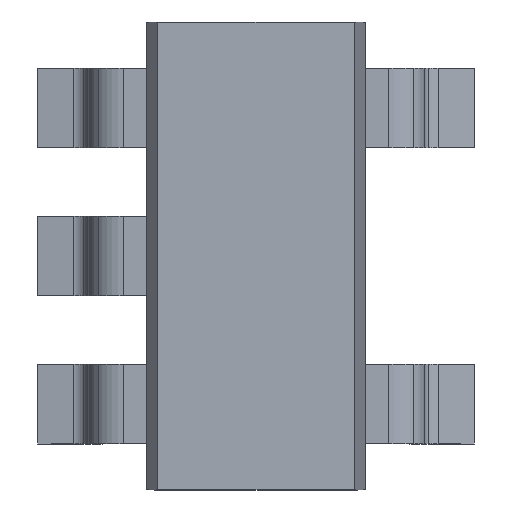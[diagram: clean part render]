
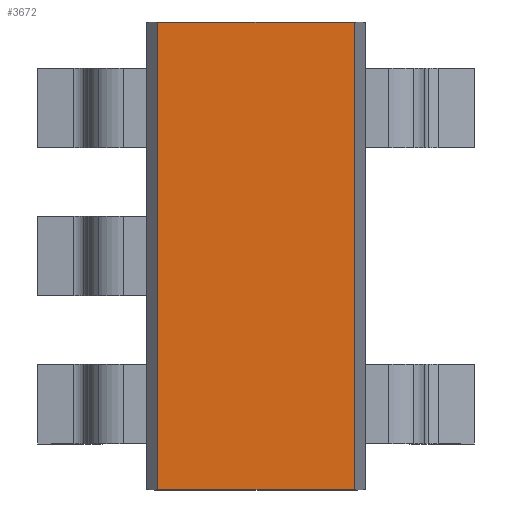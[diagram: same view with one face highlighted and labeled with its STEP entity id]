
A CAD part, top view. The second image highlights one B-rep face of the part: STEP entity #3672.
In plain terms, the highlighted planar face has unit normal (0, 0, 1).
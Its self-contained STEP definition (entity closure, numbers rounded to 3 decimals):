
#3400=CARTESIAN_POINT('',(-0.632,-1.5,1.));
#3401=VERTEX_POINT('',#3400);
#3408=CARTESIAN_POINT('',(-0.632,1.5,1.));
#3409=VERTEX_POINT('',#3408);
#3410=CARTESIAN_POINT('',(-0.632,1.5,1.));
#3411=DIRECTION('',(0.0,-1.0,0.0));
#3412=VECTOR('',#3411,3.0);
#3413=LINE('',#3410,#3412);
#3414=EDGE_CURVE('',#3409,#3401,#3413,.T.);
#3455=CARTESIAN_POINT('',(0.632,1.5,1.));
#3456=VERTEX_POINT('',#3455);
#3457=CARTESIAN_POINT('',(0.632,1.5,1.));
#3458=DIRECTION('',(-1.0,0.0,0.0));
#3459=VECTOR('',#3458,1.263);
#3460=LINE('',#3457,#3459);
#3461=EDGE_CURVE('',#3456,#3409,#3460,.T.);
#3501=CARTESIAN_POINT('',(0.632,-1.5,1.));
#3502=VERTEX_POINT('',#3501);
#3518=CARTESIAN_POINT('',(0.632,-1.5,1.));
#3519=DIRECTION('',(0.0,1.0,0.0));
#3520=VECTOR('',#3519,3.0);
#3521=LINE('',#3518,#3520);
#3522=EDGE_CURVE('',#3456,#3502,#3521,.F.);
#3571=CARTESIAN_POINT('',(-0.632,-1.5,1.));
#3572=DIRECTION('',(1.0,0.0,0.0));
#3573=VECTOR('',#3572,1.263);
#3574=LINE('',#3571,#3573);
#3575=EDGE_CURVE('',#3401,#3502,#3574,.T.);
#3661=CARTESIAN_POINT('',(-0.615,1.5,1.));
#3662=DIRECTION('',(0.0,0.0,1.0));
#3663=DIRECTION('',(-1.0,0.0,0.0));
#3664=AXIS2_PLACEMENT_3D('',#3661,#3662,#3663);
#3665=PLANE('',#3664);
#3666=ORIENTED_EDGE('',*,*,#3575,.T.);
#3667=ORIENTED_EDGE('',*,*,#3522,.F.);
#3668=ORIENTED_EDGE('',*,*,#3461,.T.);
#3669=ORIENTED_EDGE('',*,*,#3414,.T.);
#3670=EDGE_LOOP('',(#3666,#3667,#3668,#3669));
#3671=FACE_OUTER_BOUND('',#3670,.T.);
#3672=ADVANCED_FACE('',(#3671),#3665,.T.);
